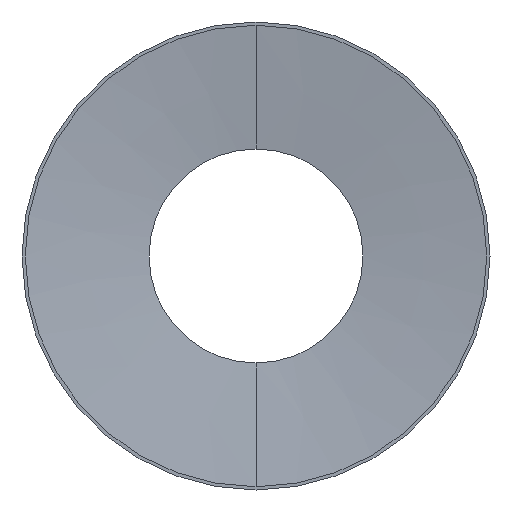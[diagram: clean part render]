
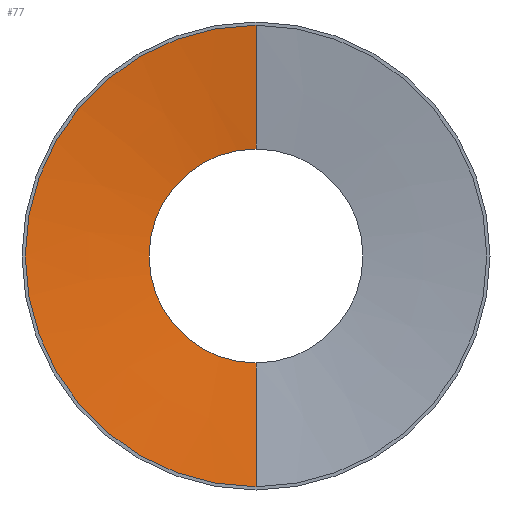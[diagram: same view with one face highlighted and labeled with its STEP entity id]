
A CAD part, front view. The second image highlights one B-rep face of the part: STEP entity #77.
In plain terms, the highlighted conical face has half-angle 82.504 degrees and reference radius 3.2 mm.
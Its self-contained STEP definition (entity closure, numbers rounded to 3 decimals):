
#6 = ORIENTED_EDGE ( 'NONE', *, *, #118, .T. ) ;
#10 = FACE_OUTER_BOUND ( 'NONE', #196, .T. ) ;
#19 = AXIS2_PLACEMENT_3D ( 'NONE', #104, #153, #76 ) ;
#20 = ORIENTED_EDGE ( 'NONE', *, *, #170, .T. ) ;
#24 = DIRECTION ( 'NONE',  ( 0., -0.13, -0.991 ) ) ;
#43 = CARTESIAN_POINT ( 'NONE',  ( 0., 0.487, 0. ) ) ;
#50 = DIRECTION ( 'NONE',  ( 0., -1., 0. ) ) ;
#56 = CARTESIAN_POINT ( 'NONE',  ( 0., 0., 6.902 ) ) ;
#57 = LINE ( 'NONE', #247, #63 ) ;
#63 = VECTOR ( 'NONE', #78, 1000. ) ;
#66 = EDGE_CURVE ( 'NONE', #197, #171, #108, .T. ) ;
#70 = CIRCLE ( 'NONE', #129, 6.902 ) ;
#73 = ORIENTED_EDGE ( 'NONE', *, *, #81, .F. ) ;
#76 = DIRECTION ( 'NONE',  ( 0., 0., -1. ) ) ;
#77 = ADVANCED_FACE ( 'NONE', ( #10 ), #133, .F. ) ;
#78 = DIRECTION ( 'NONE',  ( 0., -0.13, 0.991 ) ) ;
#81 = EDGE_CURVE ( 'NONE', #171, #145, #246, .T. ) ;
#97 = AXIS2_PLACEMENT_3D ( 'NONE', #43, #50, #131 ) ;
#99 = DIRECTION ( 'NONE',  ( 0., 0., -1. ) ) ;
#100 = DIRECTION ( 'NONE',  ( 0., -1., 0. ) ) ;
#104 = CARTESIAN_POINT ( 'NONE',  ( 0., 0.487, 0. ) ) ;
#108 = CIRCLE ( 'NONE', #97, 3.2 ) ;
#115 = VERTEX_POINT ( 'NONE', #56 ) ;
#118 = EDGE_CURVE ( 'NONE', #115, #145, #70, .T. ) ;
#129 = AXIS2_PLACEMENT_3D ( 'NONE', #134, #100, #99 ) ;
#131 = DIRECTION ( 'NONE',  ( 0., 0., -1. ) ) ;
#133 = CONICAL_SURFACE ( 'NONE', #19, 3.2, 1.44 ) ;
#134 = CARTESIAN_POINT ( 'NONE',  ( 0., 0., 0. ) ) ;
#145 = VERTEX_POINT ( 'NONE', #273 ) ;
#153 = DIRECTION ( 'NONE',  ( 0., -1., 0. ) ) ;
#154 = CARTESIAN_POINT ( 'NONE',  ( 0., 0.487, 3.2 ) ) ;
#170 = EDGE_CURVE ( 'NONE', #197, #115, #57, .T. ) ;
#171 = VERTEX_POINT ( 'NONE', #199 ) ;
#196 = EDGE_LOOP ( 'NONE', ( #244, #20, #6, #73 ) ) ;
#197 = VERTEX_POINT ( 'NONE', #154 ) ;
#198 = VECTOR ( 'NONE', #24, 1000. ) ;
#199 = CARTESIAN_POINT ( 'NONE',  ( 0., 0.487, -3.2 ) ) ;
#244 = ORIENTED_EDGE ( 'NONE', *, *, #66, .F. ) ;
#246 = LINE ( 'NONE', #249, #198 ) ;
#247 = CARTESIAN_POINT ( 'NONE',  ( 0., 0.487, 3.2 ) ) ;
#249 = CARTESIAN_POINT ( 'NONE',  ( 0., 0.487, -3.2 ) ) ;
#273 = CARTESIAN_POINT ( 'NONE',  ( 0., 0., -6.902 ) ) ;
